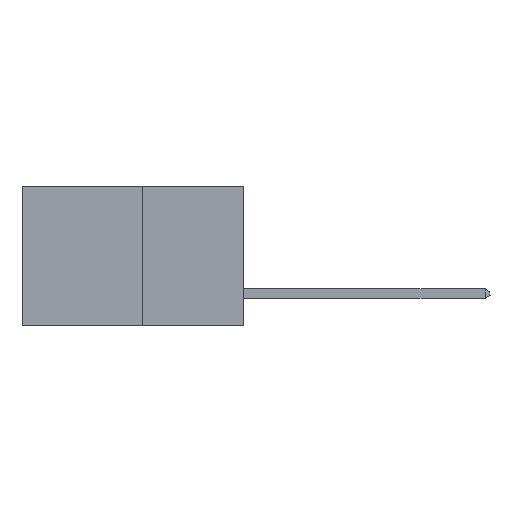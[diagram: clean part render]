
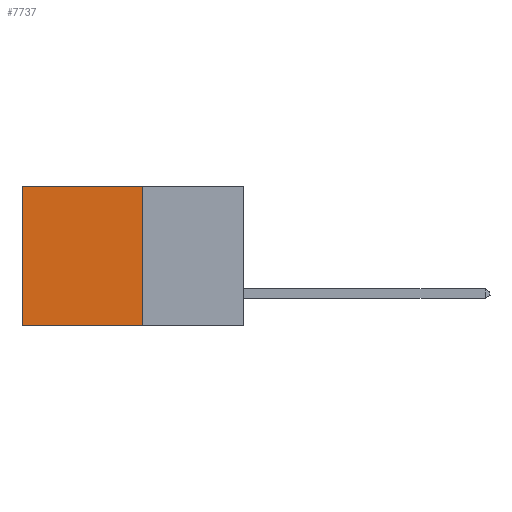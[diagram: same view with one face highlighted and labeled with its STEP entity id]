
A CAD part, left-side view. The second image highlights one B-rep face of the part: STEP entity #7737.
In plain terms, the highlighted planar face has unit normal (-1, 0, 0).
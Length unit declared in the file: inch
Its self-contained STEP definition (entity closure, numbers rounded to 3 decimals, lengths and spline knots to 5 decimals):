
#662 = VERTEX_POINT ( 'NONE', #8423 ) ;
#1299 = EDGE_CURVE ( 'NONE', #2119, #4018, #3561, .T. ) ;
#2101 = DIRECTION ( 'NONE',  ( 0., 1., 0. ) ) ;
#2119 = VERTEX_POINT ( 'NONE', #11289 ) ;
#2461 = CARTESIAN_POINT ( 'NONE',  ( 0.277, 0.27, -0.37 ) ) ;
#3132 = ORIENTED_EDGE ( 'NONE', *, *, #18647, .F. ) ;
#3561 = LINE ( 'NONE', #21557, #9111 ) ;
#4018 = VERTEX_POINT ( 'NONE', #9700 ) ;
#4661 = EDGE_CURVE ( 'NONE', #10983, #2119, #23138, .T. ) ;
#5301 = FACE_OUTER_BOUND ( 'NONE', #6325, .T. ) ;
#6325 = EDGE_LOOP ( 'NONE', ( #11231, #3132, #23483, #19760 ) ) ;
#7737 = ADVANCED_FACE ( 'NONE', ( #5301 ), #21046, .F. ) ;
#8423 = CARTESIAN_POINT ( 'NONE',  ( 0.277, 0.27, -0.37 ) ) ;
#9111 = VECTOR ( 'NONE', #22024, 39.37008 ) ;
#9123 = EDGE_CURVE ( 'NONE', #10983, #662, #13697, .T. ) ;
#9700 = CARTESIAN_POINT ( 'NONE',  ( 0.277, 0.59, -0.37 ) ) ;
#10657 = VECTOR ( 'NONE', #21124, 39.37008 ) ;
#10757 = DIRECTION ( 'NONE',  ( 0., 0., -1. ) ) ;
#10983 = VERTEX_POINT ( 'NONE', #20825 ) ;
#11231 = ORIENTED_EDGE ( 'NONE', *, *, #1299, .T. ) ;
#11289 = CARTESIAN_POINT ( 'NONE',  ( 0.277, 0.59, 0. ) ) ;
#13697 = LINE ( 'NONE', #25656, #18517 ) ;
#16800 = LINE ( 'NONE', #2461, #10657 ) ;
#17005 = VECTOR ( 'NONE', #2101, 39.37008 ) ;
#17485 = DIRECTION ( 'NONE',  ( 0., 0., -1. ) ) ;
#18517 = VECTOR ( 'NONE', #17485, 39.37008 ) ;
#18647 = EDGE_CURVE ( 'NONE', #662, #4018, #16800, .T. ) ;
#19760 = ORIENTED_EDGE ( 'NONE', *, *, #4661, .T. ) ;
#20681 = CARTESIAN_POINT ( 'NONE',  ( 0.277, 0.27, 0. ) ) ;
#20825 = CARTESIAN_POINT ( 'NONE',  ( 0.277, 0.27, 0. ) ) ;
#20953 = CARTESIAN_POINT ( 'NONE',  ( 0.277, 0.27, -0.37 ) ) ;
#21046 = PLANE ( 'NONE',  #24763 ) ;
#21124 = DIRECTION ( 'NONE',  ( 0., 1., 0. ) ) ;
#21557 = CARTESIAN_POINT ( 'NONE',  ( 0.277, 0.59, -0.37 ) ) ;
#22024 = DIRECTION ( 'NONE',  ( 0., 0., -1. ) ) ;
#23125 = DIRECTION ( 'NONE',  ( 1., 0., 0. ) ) ;
#23138 = LINE ( 'NONE', #20681, #17005 ) ;
#23483 = ORIENTED_EDGE ( 'NONE', *, *, #9123, .F. ) ;
#24763 = AXIS2_PLACEMENT_3D ( 'NONE', #20953, #23125, #10757 ) ;
#25656 = CARTESIAN_POINT ( 'NONE',  ( 0.277, 0.27, -0.37 ) ) ;
